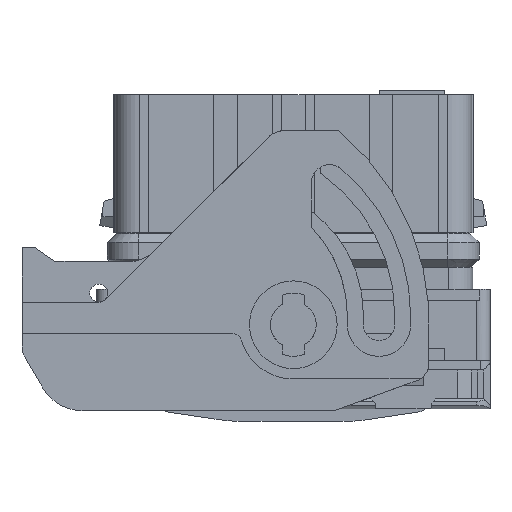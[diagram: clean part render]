
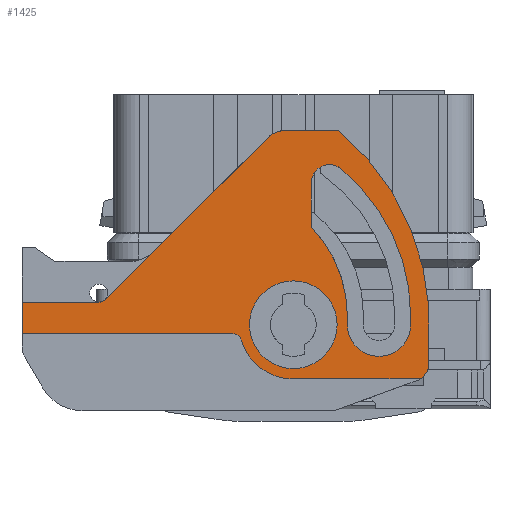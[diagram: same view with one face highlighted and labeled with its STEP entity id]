
A CAD part, front view. The second image highlights one B-rep face of the part: STEP entity #1425.
In plain terms, the highlighted planar face has unit normal (0, -1, 0).
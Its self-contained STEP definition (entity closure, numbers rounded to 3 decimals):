
#295=FACE_BOUND('',#3907,.T.);
#296=FACE_BOUND('',#3908,.T.);
#297=FACE_BOUND('',#3909,.T.);
#533=CIRCLE('',#18599,2.);
#552=CIRCLE('',#18634,1.);
#557=CIRCLE('',#18656,3.);
#558=CIRCLE('',#18661,2.);
#559=CIRCLE('',#18664,13.975);
#560=CIRCLE('',#18667,3.5);
#561=CIRCLE('',#18670,20.975);
#562=CIRCLE('',#18672,6.);
#563=CIRCLE('',#18674,28.);
#564=CIRCLE('',#18675,1.);
#565=CIRCLE('',#18676,4.85);
#1425=ADVANCED_FACE('',(#295,#296,#297),#2155,.T.);
#2155=PLANE('',#18677);
#3907=EDGE_LOOP('',(#8827,#8828,#8829,#8830,#8831,#8832,#8833,#8834,#8835,
#8836,#8837,#8838,#8839));
#3908=EDGE_LOOP('',(#8840));
#3909=EDGE_LOOP('',(#8841,#8842,#8843,#8844,#8845,#8846,#8847));
#8827=ORIENTED_EDGE('',*,*,#13048,.T.);
#8828=ORIENTED_EDGE('',*,*,#13090,.T.);
#8829=ORIENTED_EDGE('',*,*,#13066,.T.);
#8830=ORIENTED_EDGE('',*,*,#12986,.T.);
#8831=ORIENTED_EDGE('',*,*,#12984,.T.);
#8832=ORIENTED_EDGE('',*,*,#13091,.T.);
#8833=ORIENTED_EDGE('',*,*,#13092,.T.);
#8834=ORIENTED_EDGE('',*,*,#13069,.T.);
#8835=ORIENTED_EDGE('',*,*,#13016,.T.);
#8836=ORIENTED_EDGE('',*,*,#13093,.T.);
#8837=ORIENTED_EDGE('',*,*,#13052,.T.);
#8838=ORIENTED_EDGE('',*,*,#13000,.F.);
#8839=ORIENTED_EDGE('',*,*,#12948,.T.);
#8840=ORIENTED_EDGE('',*,*,#13094,.T.);
#8841=ORIENTED_EDGE('',*,*,#13085,.T.);
#8842=ORIENTED_EDGE('',*,*,#13084,.T.);
#8843=ORIENTED_EDGE('',*,*,#13082,.T.);
#8844=ORIENTED_EDGE('',*,*,#13080,.T.);
#8845=ORIENTED_EDGE('',*,*,#13077,.T.);
#8846=ORIENTED_EDGE('',*,*,#13089,.T.);
#8847=ORIENTED_EDGE('',*,*,#13088,.T.);
#10507=VERTEX_POINT('',#28426);
#10509=VERTEX_POINT('',#28430);
#10529=VERTEX_POINT('',#28503);
#10530=VERTEX_POINT('',#28505);
#10531=VERTEX_POINT('',#28509);
#10539=VERTEX_POINT('',#28537);
#10549=VERTEX_POINT('',#28566);
#10550=VERTEX_POINT('',#28568);
#10575=VERTEX_POINT('',#28630);
#10579=VERTEX_POINT('',#28641);
#10582=VERTEX_POINT('',#28671);
#10583=VERTEX_POINT('',#28677);
#10586=VERTEX_POINT('',#28690);
#10587=VERTEX_POINT('',#28692);
#10588=VERTEX_POINT('',#28696);
#10589=VERTEX_POINT('',#28700);
#10590=VERTEX_POINT('',#28704);
#10591=VERTEX_POINT('',#28708);
#10592=VERTEX_POINT('',#28712);
#10593=VERTEX_POINT('',#28720);
#10594=VERTEX_POINT('',#28724);
#12948=EDGE_CURVE('',#10507,#10509,#15206,.T.);
#12984=EDGE_CURVE('',#10530,#10529,#15236,.T.);
#12986=EDGE_CURVE('',#10531,#10530,#533,.T.);
#13000=EDGE_CURVE('',#10507,#10539,#15248,.T.);
#13016=EDGE_CURVE('',#10550,#10549,#15263,.T.);
#13048=EDGE_CURVE('',#10509,#10575,#552,.T.);
#13052=EDGE_CURVE('',#10579,#10539,#15282,.T.);
#13066=EDGE_CURVE('',#10582,#10531,#15294,.T.);
#13069=EDGE_CURVE('',#10583,#10550,#557,.T.);
#13077=EDGE_CURVE('',#10587,#10586,#558,.T.);
#13080=EDGE_CURVE('',#10588,#10587,#15305,.T.);
#13082=EDGE_CURVE('',#10589,#10588,#559,.T.);
#13084=EDGE_CURVE('',#10590,#10589,#15308,.T.);
#13085=EDGE_CURVE('',#10591,#10590,#560,.T.);
#13088=EDGE_CURVE('',#10592,#10591,#15311,.T.);
#13089=EDGE_CURVE('',#10586,#10592,#561,.T.);
#13090=EDGE_CURVE('',#10575,#10582,#562,.T.);
#13091=EDGE_CURVE('',#10529,#10593,#563,.T.);
#13092=EDGE_CURVE('',#10593,#10583,#15312,.T.);
#13093=EDGE_CURVE('',#10549,#10579,#564,.T.);
#13094=EDGE_CURVE('',#10594,#10594,#565,.T.);
#15206=LINE('',#28431,#17408);
#15236=LINE('',#28504,#17438);
#15248=LINE('',#28536,#17450);
#15263=LINE('',#28567,#17465);
#15282=LINE('',#28640,#17484);
#15294=LINE('',#28670,#17496);
#15305=LINE('',#28697,#17507);
#15308=LINE('',#28705,#17510);
#15311=LINE('',#28713,#17513);
#15312=LINE('',#28721,#17514);
#17408=VECTOR('',#22835,1.);
#17438=VECTOR('',#22911,1.);
#17450=VECTOR('',#22945,1.);
#17465=VECTOR('',#22970,1.);
#17484=VECTOR('',#23039,1.);
#17496=VECTOR('',#23081,1.);
#17507=VECTOR('',#23110,1.);
#17510=VECTOR('',#23119,1.);
#17513=VECTOR('',#23128,1.);
#17514=VECTOR('',#23141,1.);
#18599=AXIS2_PLACEMENT_3D('',#28508,#22915,#22916);
#18634=AXIS2_PLACEMENT_3D('',#28631,#23028,#23029);
#18656=AXIS2_PLACEMENT_3D('',#28676,#23088,#23089);
#18661=AXIS2_PLACEMENT_3D('',#28691,#23104,#23105);
#18664=AXIS2_PLACEMENT_3D('',#28701,#23114,#23115);
#18667=AXIS2_PLACEMENT_3D('',#28707,#23122,#23123);
#18670=AXIS2_PLACEMENT_3D('',#28715,#23131,#23132);
#18672=AXIS2_PLACEMENT_3D('',#28717,#23135,#23136);
#18674=AXIS2_PLACEMENT_3D('',#28719,#23139,#23140);
#18675=AXIS2_PLACEMENT_3D('',#28722,#23142,#23143);
#18676=AXIS2_PLACEMENT_3D('',#28723,#23144,#23145);
#18677=AXIS2_PLACEMENT_3D('',#28725,#23146,#23147);
#22835=DIRECTION('',(1.,0.,0.));
#22911=DIRECTION('',(0.,0.,1.));
#22915=DIRECTION('',(0.,-1.,0.));
#22916=DIRECTION('',(0.,0.,-1.));
#22945=DIRECTION('',(0.,0.,1.));
#22970=DIRECTION('',(-0.709,0.,-0.705));
#23028=DIRECTION('',(0.,1.,0.));
#23029=DIRECTION('',(0.,0.,-1.));
#23039=DIRECTION('',(-1.,0.,0.));
#23081=DIRECTION('',(1.,0.,0.));
#23088=DIRECTION('',(0.,-1.,0.));
#23089=DIRECTION('',(0.,0.,-1.));
#23104=DIRECTION('',(0.,1.,0.));
#23105=DIRECTION('',(0.,0.,-1.));
#23110=DIRECTION('',(0.,0.,1.));
#23114=DIRECTION('',(0.,-1.,0.));
#23115=DIRECTION('',(0.,0.,-1.));
#23119=DIRECTION('',(0.,0.,1.));
#23122=DIRECTION('',(0.,1.,0.));
#23123=DIRECTION('',(0.,0.,-1.));
#23128=DIRECTION('',(0.,0.,-1.));
#23131=DIRECTION('',(0.,1.,0.));
#23132=DIRECTION('',(0.,0.,-1.));
#23135=DIRECTION('',(0.,-1.,0.));
#23136=DIRECTION('',(0.,0.,-1.));
#23139=DIRECTION('',(0.,-1.,0.));
#23140=DIRECTION('',(0.,0.,-1.));
#23141=DIRECTION('',(-1.,0.,0.));
#23142=DIRECTION('',(0.,1.,0.));
#23143=DIRECTION('',(0.,0.,-1.));
#23144=DIRECTION('',(0.,1.,0.));
#23145=DIRECTION('',(0.,0.,-1.));
#23146=DIRECTION('',(0.,-1.,0.));
#23147=DIRECTION('',(1.,0.,0.));
#28426=CARTESIAN_POINT('',(-30.,-17.2,-26.9));
#28430=CARTESIAN_POINT('',(-6.708,-17.2,-26.9));
#28431=CARTESIAN_POINT('',(-29.154,-17.2,-26.9));
#28503=CARTESIAN_POINT('',(15.,-17.2,-24.029));
#28504=CARTESIAN_POINT('',(15.,-17.2,-34.05));
#28505=CARTESIAN_POINT('',(15.,-17.2,-30.188));
#28508=CARTESIAN_POINT('',(13.,-17.2,-30.188));
#28509=CARTESIAN_POINT('',(14.035,-17.2,-31.9));
#28536=CARTESIAN_POINT('',(-30.,-17.2,-29.411));
#28537=CARTESIAN_POINT('',(-30.,-17.2,-23.4));
#28566=CARTESIAN_POINT('',(-20.795,-17.2,-23.109));
#28567=CARTESIAN_POINT('',(-32.848,-17.2,-35.107));
#28568=CARTESIAN_POINT('',(-2.878,-17.2,-5.274));
#28630=CARTESIAN_POINT('',(-5.75,-17.2,-27.614));
#28631=CARTESIAN_POINT('',(-6.708,-17.2,-27.9));
#28640=CARTESIAN_POINT('',(-33.9,-17.2,-23.4));
#28641=CARTESIAN_POINT('',(-21.5,-17.2,-23.4));
#28670=CARTESIAN_POINT('',(-33.9,-17.2,-31.9));
#28671=CARTESIAN_POINT('',(0.,-17.2,-31.9));
#28676=CARTESIAN_POINT('',(-0.761,-17.2,-7.4));
#28677=CARTESIAN_POINT('',(-0.761,-17.2,-4.4));
#28690=CARTESIAN_POINT('',(5.265,-17.2,-8.652));
#28691=CARTESIAN_POINT('',(4.,-17.2,-10.201));
#28692=CARTESIAN_POINT('',(2.,-17.2,-10.201));
#28696=CARTESIAN_POINT('',(2.,-17.2,-15.138));
#28697=CARTESIAN_POINT('',(2.,-17.2,-34.05));
#28700=CARTESIAN_POINT('',(5.975,-17.2,-24.9));
#28701=CARTESIAN_POINT('',(-8.,-17.2,-24.9));
#28704=CARTESIAN_POINT('',(5.975,-17.2,-25.9));
#28705=CARTESIAN_POINT('',(5.975,-17.2,-34.05));
#28707=CARTESIAN_POINT('',(9.475,-17.2,-25.9));
#28708=CARTESIAN_POINT('',(12.975,-17.2,-25.9));
#28712=CARTESIAN_POINT('',(12.975,-17.2,-24.9));
#28713=CARTESIAN_POINT('',(12.975,-17.2,-34.05));
#28715=CARTESIAN_POINT('',(-8.,-17.2,-24.9));
#28717=CARTESIAN_POINT('',(0.,-17.2,-25.9));
#28719=CARTESIAN_POINT('',(-12.937,-17.2,-25.9));
#28720=CARTESIAN_POINT('',(5.,-17.2,-4.4));
#28721=CARTESIAN_POINT('',(-33.9,-17.2,-4.4));
#28722=CARTESIAN_POINT('',(-21.5,-17.2,-22.4));
#28723=CARTESIAN_POINT('',(0.,-17.2,-25.9));
#28724=CARTESIAN_POINT('',(0.,-17.2,-30.75));
#28725=CARTESIAN_POINT('',(-33.9,-17.2,-34.05));
